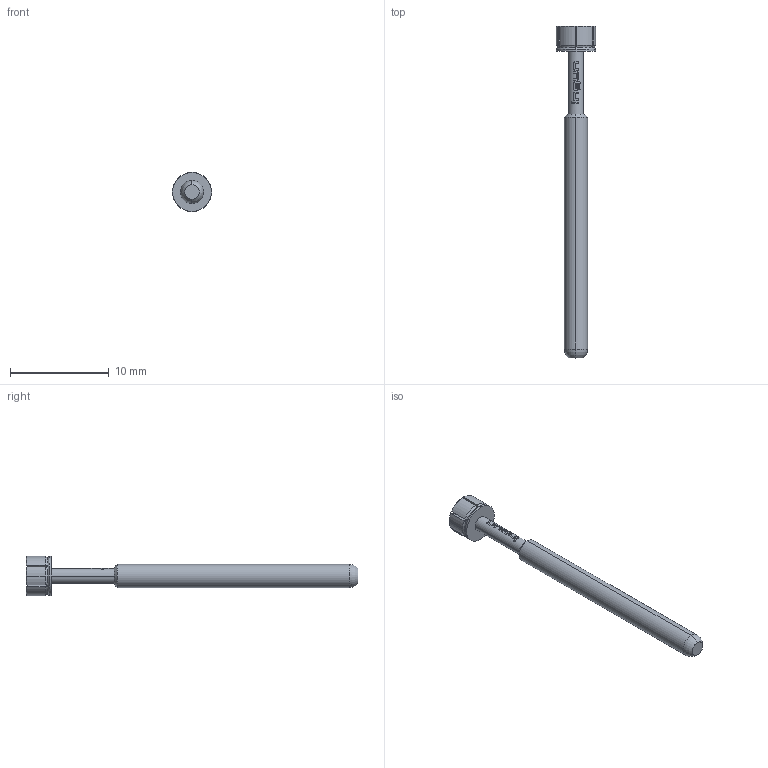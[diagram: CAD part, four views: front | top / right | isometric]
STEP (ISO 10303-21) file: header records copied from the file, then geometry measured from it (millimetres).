
FILE_DESCRIPTION (( 'STEP AP203' ), '1' );
FILE_NAME ('INGUN_HSS-004_319_396_A_xx00.STEP', '2022-01-31T12:05:11', ( 'ochi' ), ( '' ), 'SwSTEP 2.0', 'SolidWorks 2018', '' );
FILE_SCHEMA (( 'CONFIG_CONTROL_DESIGN' ));
Length unit declared in the file: millimetre
Products named in the file (1): INGUN_HSS-004_319_396_A_xx00
Bounding box: 3.96 x 33.6 x 3.96 mm (x, y, z)
Volume: 138.6 mm3; surface area: 299.3 mm2
Topology: 1 solids, 1 shells, 125 faces, 337 edges, 222 vertices
Faces by surface type: bspline 56, plane 28, cylinder 19, cone 16, torus 6
Entity records: 5278 total; most frequent: CARTESIAN_POINT 2609, ORIENTED_EDGE 674, EDGE_CURVE 337, DIRECTION 317, VERTEX_POINT 222, B_SPLINE_CURVE_WITH_KNOTS 222, EDGE_LOOP 133, AXIS2_PLACEMENT_3D 132
